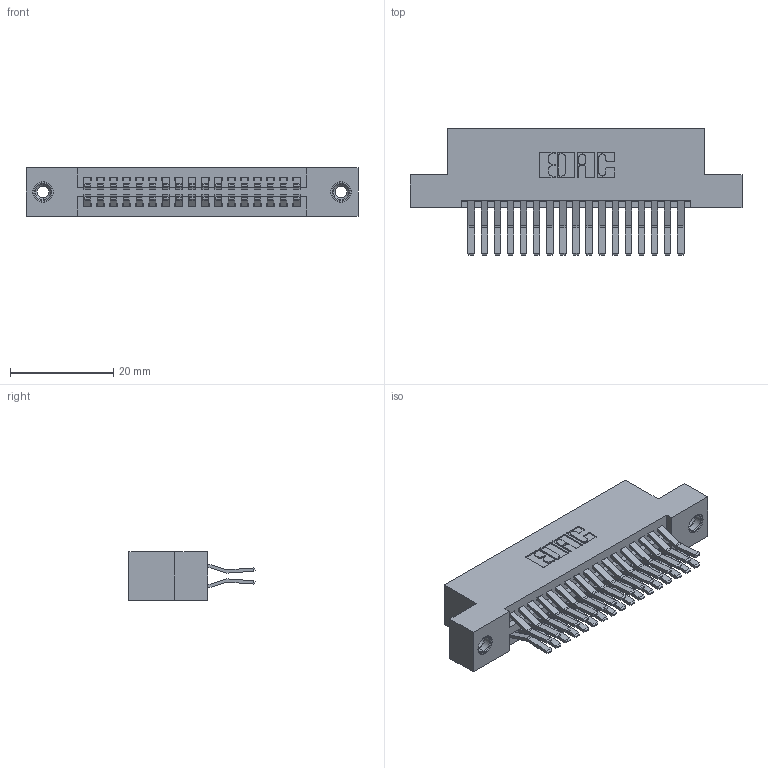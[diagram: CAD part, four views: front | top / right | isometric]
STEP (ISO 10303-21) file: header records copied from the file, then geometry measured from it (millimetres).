
FILE_DESCRIPTION (( 'STEP AP203' ), '1' );
FILE_NAME ('395-034-560-208.STEP', '2018-11-13T11:10:49', ( '' ), ( '' ), 'SwSTEP 2.0', 'SolidWorks 2016', '' );
FILE_SCHEMA (( 'CONFIG_CONTROL_DESIGN' ));
Length unit declared in the file: inch
Products named in the file (4): 345 Part_Flush Mounting Lugs - 0.156 Dia-TI; 345-250-001_345-250-003-102; 395-034-560-208; 345-292-001_560 Tail
Assembly tree (37 placements, depth 2):
  395-034-560-208
    345 Part_Flush Mounting Lugs - 0.156 Dia-TI
    345-292-001_560 Tail  x34
    345-250-001_345-250-003-102  x2
Bounding box: 64.39 x 24.45 x 9.4 mm (x, y, z)
Volume: 6239.1 mm3; surface area: 9324.8 mm2
Topology: 37 solids, 37 shells, 1954 faces, 5747 edges, 3778 vertices
Faces by surface type: plane 1234, cylinder 704, cone 12, torus 4
Entity records: 17978 total; most frequent: CARTESIAN_POINT 3019, ORIENTED_EDGE 2946, DIRECTION 2723, EDGE_CURVE 1473, VECTOR 1249, LINE 1249, VERTEX_POINT 976, AXIS2_PLACEMENT_3D 737
